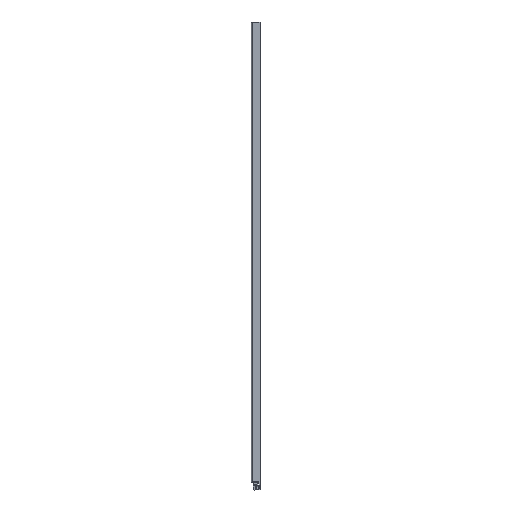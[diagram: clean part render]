
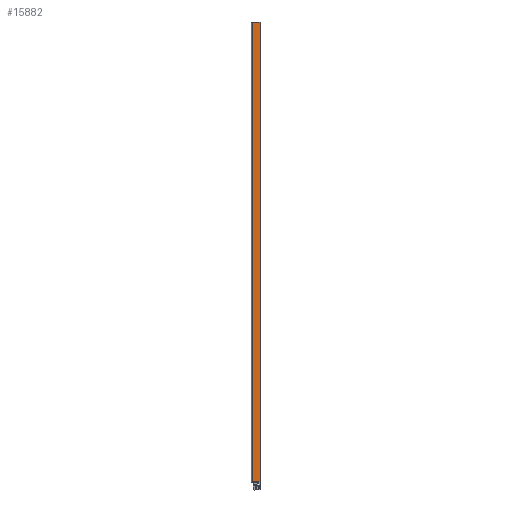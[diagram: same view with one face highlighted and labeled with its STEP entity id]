
A CAD part, left-side view. The second image highlights one B-rep face of the part: STEP entity #15882.
In plain terms, the highlighted planar face has unit normal (-1, 0, 0).
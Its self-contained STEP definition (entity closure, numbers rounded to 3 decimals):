
#664 = ORIENTED_EDGE ( 'NONE', *, *, #14285, .F. ) ;
#878 = CARTESIAN_POINT ( 'NONE',  ( -100., 0.474, -1469.899 ) ) ;
#880 = LINE ( 'NONE', #3484, #16309 ) ;
#1256 = EDGE_CURVE ( 'NONE', #13643, #7732, #16151, .T. ) ;
#1847 = CARTESIAN_POINT ( 'NONE',  ( -100., 52.72, -1473.3 ) ) ;
#1875 = DIRECTION ( 'NONE',  ( 0., -1., 0. ) ) ;
#2320 = LINE ( 'NONE', #14017, #6725 ) ;
#2674 = DIRECTION ( 'NONE',  ( 1., 0., 0. ) ) ;
#2959 = ORIENTED_EDGE ( 'NONE', *, *, #3031, .T. ) ;
#3031 = EDGE_CURVE ( 'NONE', #11895, #14914, #13037, .T. ) ;
#3041 = CARTESIAN_POINT ( 'NONE',  ( -100., 1., -1470.3 ) ) ;
#3403 = CARTESIAN_POINT ( 'NONE',  ( -100., 1., -1470.3 ) ) ;
#3484 = CARTESIAN_POINT ( 'NONE',  ( -100., 46.23, -1470.3 ) ) ;
#3564 = AXIS2_PLACEMENT_3D ( 'NONE', #14548, #2674, #7981 ) ;
#3680 = CARTESIAN_POINT ( 'NONE',  ( -100., 0., 1525.2 ) ) ;
#3797 = VECTOR ( 'NONE', #8023, 1000. ) ;
#3865 = ORIENTED_EDGE ( 'NONE', *, *, #5489, .T. ) ;
#3887 = VERTEX_POINT ( 'NONE', #3041 ) ;
#4159 = CARTESIAN_POINT ( 'NONE',  ( -100., -0.72, 1525.2 ) ) ;
#4183 = CARTESIAN_POINT ( 'NONE',  ( -100., 0., 1525.2 ) ) ;
#4474 = CARTESIAN_POINT ( 'NONE',  ( -100., 1., 1525.2 ) ) ;
#4942 = VERTEX_POINT ( 'NONE', #7220 ) ;
#4957 = CARTESIAN_POINT ( 'NONE',  ( -100., -0.394, -1469.411 ) ) ;
#5415 = ORIENTED_EDGE ( 'NONE', *, *, #13656, .T. ) ;
#5489 = EDGE_CURVE ( 'NONE', #5501, #8699, #2320, .T. ) ;
#5501 = VERTEX_POINT ( 'NONE', #12873 ) ;
#5815 = VECTOR ( 'NONE', #7090, 1000. ) ;
#6044 = CARTESIAN_POINT ( 'NONE',  ( -100., -0.72, 1525.2 ) ) ;
#6123 = FACE_OUTER_BOUND ( 'NONE', #8849, .T. ) ;
#6231 = EDGE_CURVE ( 'NONE', #3887, #4942, #9421, .T. ) ;
#6566 = VECTOR ( 'NONE', #1875, 1000. ) ;
#6725 = VECTOR ( 'NONE', #8598, 1000. ) ;
#7090 = DIRECTION ( 'NONE',  ( 0., 1., 0. ) ) ;
#7219 = CARTESIAN_POINT ( 'NONE',  ( -100., 49.23, -1473.3 ) ) ;
#7220 = CARTESIAN_POINT ( 'NONE',  ( -100., -0.72, -1469.342 ) ) ;
#7268 = LINE ( 'NONE', #16795, #6566 ) ;
#7511 = PLANE ( 'NONE',  #15912 ) ;
#7732 = VERTEX_POINT ( 'NONE', #6044 ) ;
#7742 = ORIENTED_EDGE ( 'NONE', *, *, #10417, .T. ) ;
#7981 = DIRECTION ( 'NONE',  ( 0., 0., -1. ) ) ;
#8023 = DIRECTION ( 'NONE',  ( 0., -1., 0. ) ) ;
#8343 = LINE ( 'NONE', #4159, #9171 ) ;
#8598 = DIRECTION ( 'NONE',  ( 0., 0., -1. ) ) ;
#8699 = VERTEX_POINT ( 'NONE', #1847 ) ;
#8709 = CARTESIAN_POINT ( 'NONE',  ( -100., 0.738, -1470.1 ) ) ;
#8849 = EDGE_LOOP ( 'NONE', ( #14361, #16024, #664, #11108, #5415, #3865, #7742, #2959 ) ) ;
#9171 = VECTOR ( 'NONE', #11039, 1000. ) ;
#9421 = B_SPLINE_CURVE_WITH_KNOTS ( 'NONE', 3,
 ( #3403, #8709, #878, #12817, #4957, #10284 ),
 .UNSPECIFIED., .F., .F.,
 ( 4, 2, 4 ),
 ( 0., 0.001, 0.002 ),
 .UNSPECIFIED. ) ;
#10112 = EDGE_CURVE ( 'NONE', #14914, #3887, #880, .T. ) ;
#10284 = CARTESIAN_POINT ( 'NONE',  ( -100., -0.72, -1469.342 ) ) ;
#10417 = EDGE_CURVE ( 'NONE', #8699, #11895, #7268, .T. ) ;
#11039 = DIRECTION ( 'NONE',  ( 0., 0., -1. ) ) ;
#11108 = ORIENTED_EDGE ( 'NONE', *, *, #1256, .F. ) ;
#11895 = VERTEX_POINT ( 'NONE', #7219 ) ;
#12817 = CARTESIAN_POINT ( 'NONE',  ( -100., -0.089, -1469.556 ) ) ;
#12873 = CARTESIAN_POINT ( 'NONE',  ( -100., 52.72, 1525.2 ) ) ;
#13037 = CIRCLE ( 'NONE', #3564, 3. ) ;
#13643 = VERTEX_POINT ( 'NONE', #4474 ) ;
#13656 = EDGE_CURVE ( 'NONE', #13643, #5501, #15052, .T. ) ;
#13918 = CARTESIAN_POINT ( 'NONE',  ( -100., 0., 1525.2 ) ) ;
#14017 = CARTESIAN_POINT ( 'NONE',  ( -100., 52.72, 1525.2 ) ) ;
#14065 = DIRECTION ( 'NONE',  ( -1., 0., 0. ) ) ;
#14285 = EDGE_CURVE ( 'NONE', #7732, #4942, #8343, .T. ) ;
#14306 = DIRECTION ( 'NONE',  ( 0., -1., 0. ) ) ;
#14361 = ORIENTED_EDGE ( 'NONE', *, *, #10112, .T. ) ;
#14548 = CARTESIAN_POINT ( 'NONE',  ( -100., 46.23, -1473.3 ) ) ;
#14914 = VERTEX_POINT ( 'NONE', #15957 ) ;
#15052 = LINE ( 'NONE', #13918, #5815 ) ;
#15390 = DIRECTION ( 'NONE',  ( 0., 0., 1. ) ) ;
#15882 = ADVANCED_FACE ( 'NONE', ( #6123 ), #7511, .T. ) ;
#15912 = AXIS2_PLACEMENT_3D ( 'NONE', #3680, #14065, #15390 ) ;
#15957 = CARTESIAN_POINT ( 'NONE',  ( -100., 46.23, -1470.3 ) ) ;
#16024 = ORIENTED_EDGE ( 'NONE', *, *, #6231, .T. ) ;
#16151 = LINE ( 'NONE', #4183, #3797 ) ;
#16309 = VECTOR ( 'NONE', #14306, 1000. ) ;
#16795 = CARTESIAN_POINT ( 'NONE',  ( -100., 60.72, -1473.3 ) ) ;
